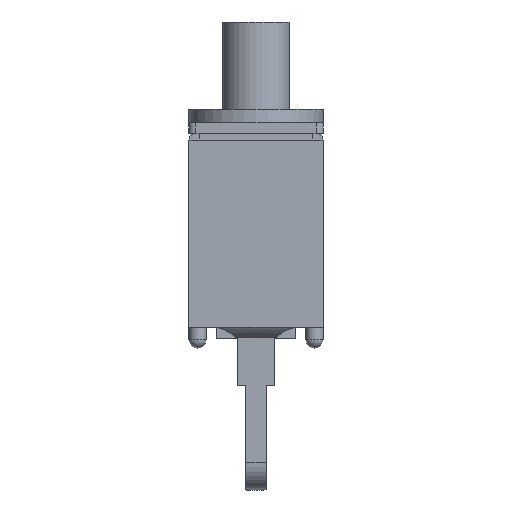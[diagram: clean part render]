
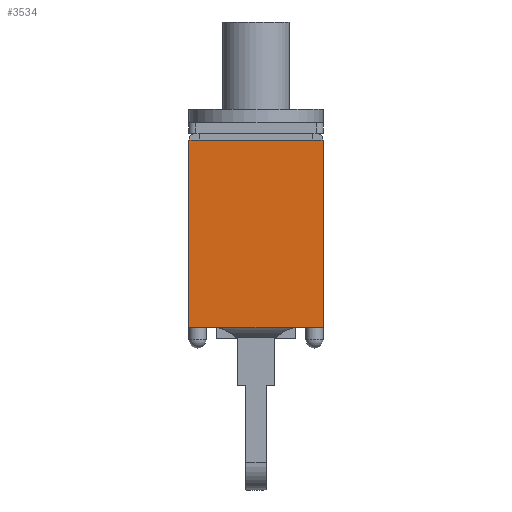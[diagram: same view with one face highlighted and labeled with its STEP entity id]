
A CAD part, left-side view. The second image highlights one B-rep face of the part: STEP entity #3534.
In plain terms, the highlighted planar face has unit normal (-1, 0, 0).
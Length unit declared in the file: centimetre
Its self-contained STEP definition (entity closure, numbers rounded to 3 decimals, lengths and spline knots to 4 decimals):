
#176=PLANE('',#3818);
#361=FACE_OUTER_BOUND('',#555,.T.);
#555=EDGE_LOOP('',(#3280,#3281,#3282,#3283,#3284,#3285,#3286,#3287));
#804=LINE('',#5552,#1217);
#868=LINE('',#5683,#1281);
#875=LINE('',#5696,#1288);
#896=LINE('',#5778,#1309);
#897=LINE('',#5781,#1310);
#906=LINE('',#5797,#1319);
#955=LINE('',#5888,#1368);
#965=LINE('',#5910,#1378);
#1217=VECTOR('',#4406,1.);
#1281=VECTOR('',#4524,1.);
#1288=VECTOR('',#4533,1.);
#1309=VECTOR('',#4618,1.);
#1310=VECTOR('',#4621,1.);
#1319=VECTOR('',#4634,1.);
#1368=VECTOR('',#4721,1.);
#1378=VECTOR('',#4749,1.);
#1681=VERTEX_POINT('',#5530);
#1685=VERTEX_POINT('',#5541);
#1727=VERTEX_POINT('',#5682);
#1732=VERTEX_POINT('',#5694);
#1749=VERTEX_POINT('',#5742);
#1758=VERTEX_POINT('',#5766);
#1761=VERTEX_POINT('',#5776);
#1762=VERTEX_POINT('',#5780);
#2112=EDGE_CURVE('',#1685,#1681,#804,.T.);
#2180=EDGE_CURVE('',#1727,#1685,#868,.T.);
#2187=EDGE_CURVE('',#1681,#1732,#875,.T.);
#2226=EDGE_CURVE('',#1761,#1749,#896,.T.);
#2227=EDGE_CURVE('',#1758,#1762,#897,.T.);
#2236=EDGE_CURVE('',#1749,#1758,#906,.T.);
#2285=EDGE_CURVE('',#1761,#1727,#955,.T.);
#2295=EDGE_CURVE('',#1762,#1732,#965,.T.);
#3280=ORIENTED_EDGE('',*,*,#2180,.T.);
#3281=ORIENTED_EDGE('',*,*,#2112,.T.);
#3282=ORIENTED_EDGE('',*,*,#2187,.T.);
#3283=ORIENTED_EDGE('',*,*,#2295,.F.);
#3284=ORIENTED_EDGE('',*,*,#2227,.F.);
#3285=ORIENTED_EDGE('',*,*,#2236,.F.);
#3286=ORIENTED_EDGE('',*,*,#2226,.F.);
#3287=ORIENTED_EDGE('',*,*,#2285,.T.);
#3534=ADVANCED_FACE('',(#361),#176,.T.);
#3818=AXIS2_PLACEMENT_3D('',#5909,#4747,#4748);
#4406=DIRECTION('',(0.,1.,0.));
#4524=DIRECTION('',(0.,1.,0.));
#4533=DIRECTION('',(0.,1.,0.));
#4618=DIRECTION('',(0.,1.,0.));
#4621=DIRECTION('',(0.,1.,0.));
#4634=DIRECTION('',(0.,1.,0.));
#4721=DIRECTION('',(0.,0.,1.));
#4747=DIRECTION('center_axis',(-1.,0.,0.));
#4748=DIRECTION('ref_axis',(0.,0.,1.));
#4749=DIRECTION('',(0.,0.,1.));
#5530=CARTESIAN_POINT('',(-0.4065,0.214,0.708));
#5541=CARTESIAN_POINT('',(-0.4065,-0.214,0.708));
#5552=CARTESIAN_POINT('',(-0.4065,-0.254,0.708));
#5682=CARTESIAN_POINT('',(-0.4065,-0.254,0.708));
#5683=CARTESIAN_POINT('',(-0.4065,-0.254,0.708));
#5694=CARTESIAN_POINT('',(-0.4065,0.254,0.708));
#5696=CARTESIAN_POINT('',(-0.4065,-0.254,0.708));
#5742=CARTESIAN_POINT('',(-0.4065,-0.2215,0.));
#5766=CARTESIAN_POINT('',(-0.4065,0.2215,0.));
#5776=CARTESIAN_POINT('',(-0.4065,-0.254,0.));
#5778=CARTESIAN_POINT('',(-0.4065,-0.254,0.));
#5780=CARTESIAN_POINT('',(-0.4065,0.254,0.));
#5781=CARTESIAN_POINT('',(-0.4065,-0.254,0.));
#5797=CARTESIAN_POINT('',(-0.4065,-0.254,0.));
#5888=CARTESIAN_POINT('',(-0.4065,-0.254,0.));
#5909=CARTESIAN_POINT('Origin',(-0.4065,-0.254,0.));
#5910=CARTESIAN_POINT('',(-0.4065,0.254,0.));
